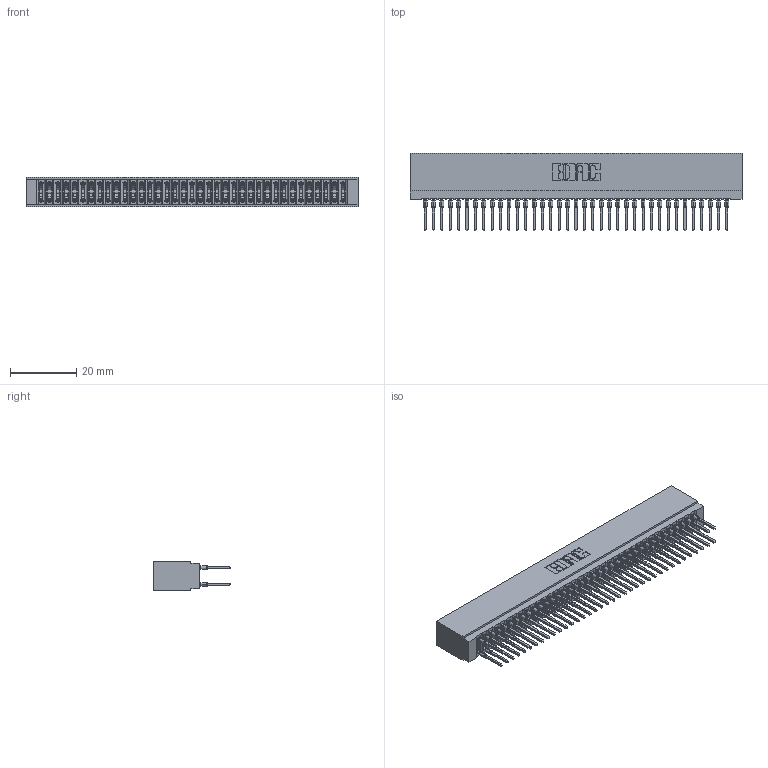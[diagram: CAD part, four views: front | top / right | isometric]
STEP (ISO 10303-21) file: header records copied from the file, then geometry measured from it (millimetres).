
FILE_DESCRIPTION (( 'STEP AP203' ), '1' );
FILE_NAME ('725-074-522-201.STEP', '2026-02-24T18:44:57', ( '' ), ( '' ), 'SwSTEP 2.0', 'SolidWorks 2023', '' );
FILE_SCHEMA (( 'CONFIG_CONTROL_DESIGN' ));
Length unit declared in the file: millimetre
Products named in the file (3): 725-074-522-201; 725 Part_Insulator Option - 01; 745-292-001_522
Assembly tree (75 placements, depth 2):
  725-074-522-201
    725 Part_Insulator Option - 01
    745-292-001_522  x74
Bounding box: 100.58 x 23.51 x 8.89 mm (x, y, z)
Volume: 8080 mm3; surface area: 17231.9 mm2
Topology: 75 solids, 75 shells, 6718 faces, 18051 edges, 11342 vertices
Faces by surface type: plane 3459, bspline 1480, cylinder 1335, torus 444
Entity records: 62937 total; most frequent: CARTESIAN_POINT 11419, ORIENTED_EDGE 10844, DIRECTION 9480, EDGE_CURVE 5422, VECTOR 5018, LINE 5018, VERTEX_POINT 3458, AXIS2_PLACEMENT_3D 2231
